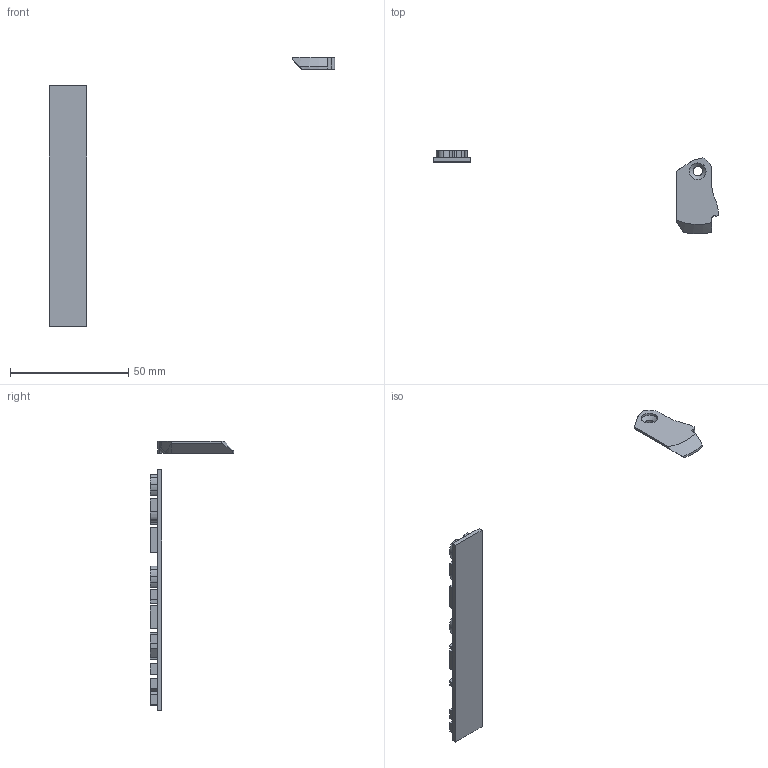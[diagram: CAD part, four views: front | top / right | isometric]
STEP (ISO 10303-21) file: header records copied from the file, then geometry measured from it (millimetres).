
FILE_DESCRIPTION(/* description */ ('STEP AP242','CAx-IF Rec.Pracs.---Representation and Presentation of Product Manufacturing Information (PMI)---4.0---2014-10-13','CAx-IF Rec.Pracs.---3D Tessellated Geometry---0.4---2014-09-14','2;1'),/* implementation_level */ '2;1');
FILE_NAME(/* name */ '6336dfdaf64b733695f33232',/* time_stamp */ '2022-09-30T12:23:56+00:00',/* author */ (''),/* organization */ (''),/* preprocessor_version */ 'ST-DEVELOPER v18.102',/* originating_system */ ' ',/* authorisation */ ' ');
FILE_SCHEMA (('AP242_MANAGED_MODEL_BASED_3D_ENGINEERING_MIM_LF { 1 0 10303 442 1 1 4 }'));
Length unit declared in the file: metre
Products named in the file (2): Bottom Left Cam; Part 34
Bounding box: 120.85 x 35.54 x 114 mm (x, y, z)
Volume: 6122.4 mm3; surface area: 6555 mm2
Topology: 2 solids, 2 shells, 226 faces, 630 edges, 419 vertices
Faces by surface type: plane 149, bspline 64, cylinder 10, cone 3
Full cylindrical faces by diameter (mm): 4 x1, 7 x1
Entity records: 7593 total; most frequent: CARTESIAN_POINT 2178, ORIENTED_EDGE 1254, DIRECTION 844, EDGE_CURVE 627, LINE 470, VECTOR 470, VERTEX_POINT 419, EDGE_LOOP 242
